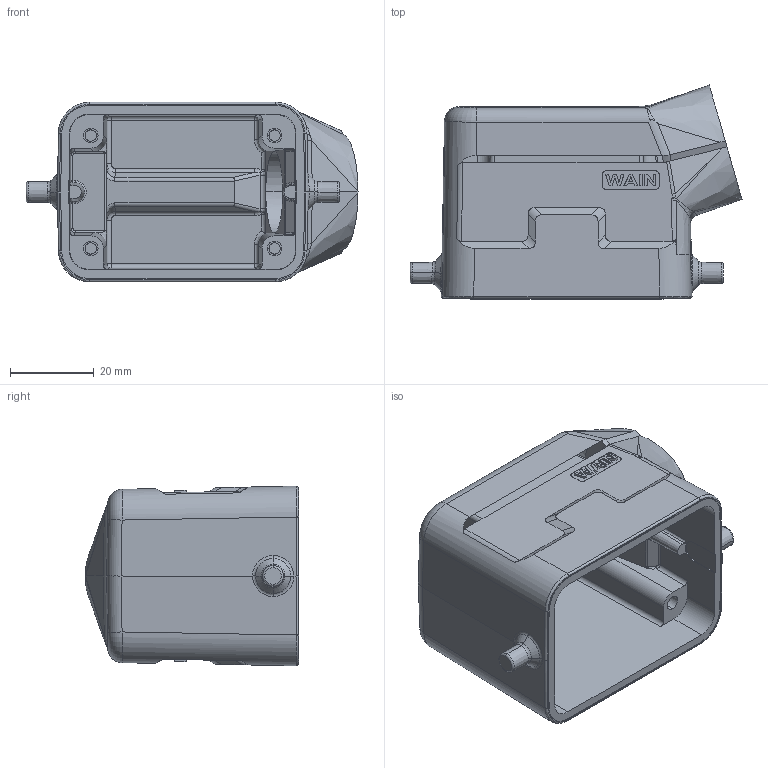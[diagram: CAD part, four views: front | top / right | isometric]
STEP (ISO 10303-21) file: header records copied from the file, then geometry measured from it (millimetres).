
FILE_DESCRIPTION((''),'2;1');
FILE_NAME('W6B-SE','2017-09-18T',('wl.kang'),(''),'PRO/ENGINEER BY PARAMETRIC TECHNOLOGY CORPORATION, 2012480','PRO/ENGINEER BY PARAMETRIC TECHNOLOGY CORPORATION, 2012480','');
FILE_SCHEMA(('AUTOMOTIVE_DESIGN { 1 0 10303 214 1 1 1 1 }'));
Length unit declared in the file: millimetre
Products named in the file (1): W6B-SE
Bounding box: 79.46 x 51.18 x 42.98 mm (x, y, z)
Volume: 40395.1 mm3; surface area: 22452.3 mm2
Topology: 1 solids, 1 shells, 413 faces, 1040 edges, 651 vertices
Faces by surface type: plane 193, cylinder 107, bspline 74, cone 18, sphere 10, torus 7, extrusion 4
Entity records: 16970 total; most frequent: CARTESIAN_POINT 7601, ORIENTED_EDGE 2080, DIRECTION 1577, EDGE_CURVE 1040, VERTEX_POINT 651, VECTOR 597, LINE 593, AXIS2_PLACEMENT_3D 490
